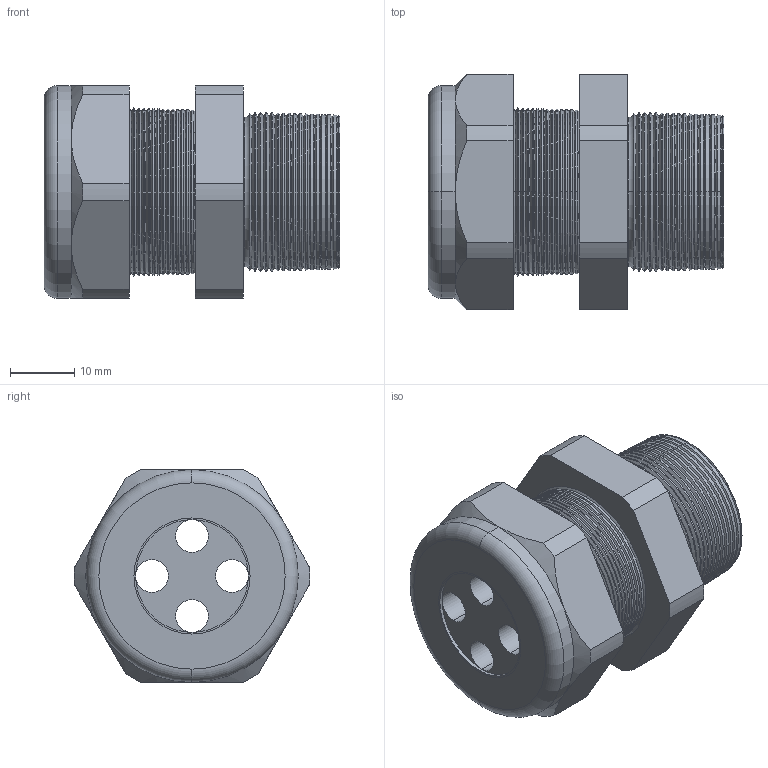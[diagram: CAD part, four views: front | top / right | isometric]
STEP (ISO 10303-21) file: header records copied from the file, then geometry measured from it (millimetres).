
FILE_DESCRIPTION (( 'STEP AP203' ), '1' );
FILE_NAME ('CD21N6-BK.STEP', '2008-06-23T05:52:57', ( 'BSI05' ), ( 'BAYSTATE' ), 'SwSTEP 2.0', 'SolidWorks 2007', '' );
FILE_SCHEMA (( 'CONFIG_CONTROL_DESIGN' ));
Length unit declared in the file: inch
Products named in the file (1): CD21N6-BK
Bounding box: 45.97 x 36.64 x 33.02 mm (x, y, z)
Volume: 20688.2 mm3; surface area: 11718.2 mm2
Topology: 2 solids, 2 shells, 242 faces, 510 edges, 276 vertices
Faces by surface type: cone 188, cylinder 28, plane 20, torus 6
Entity records: 6497 total; most frequent: DIRECTION 1242, CARTESIAN_POINT 1117, ORIENTED_EDGE 1020, EDGE_CURVE 510, AXIS2_PLACEMENT_3D 501, VERTEX_POINT 276, CIRCLE 258, EDGE_LOOP 256
